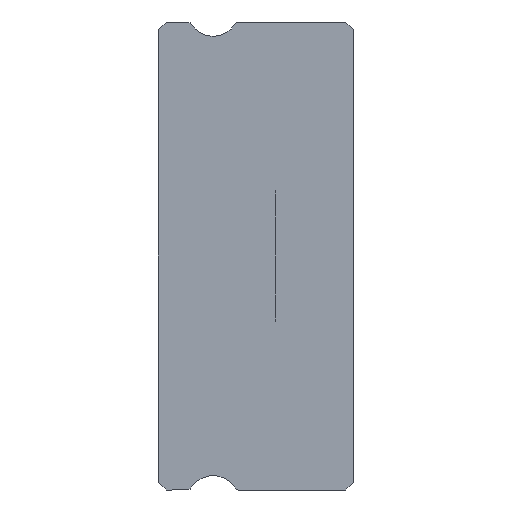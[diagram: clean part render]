
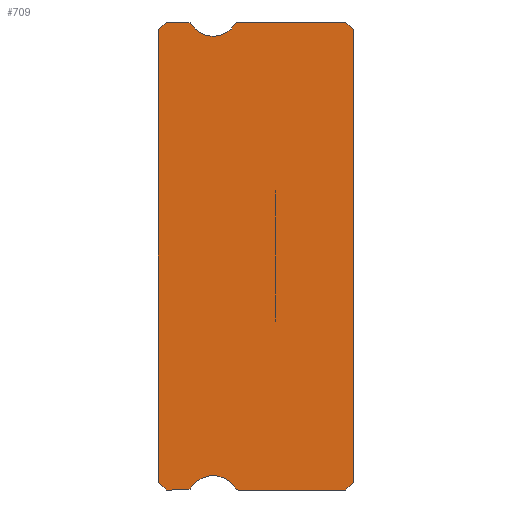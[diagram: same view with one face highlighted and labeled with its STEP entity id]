
A CAD part, left-side view. The second image highlights one B-rep face of the part: STEP entity #709.
In plain terms, the highlighted planar face has unit normal (-1, 0, 0).
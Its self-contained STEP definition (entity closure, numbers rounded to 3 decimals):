
#71 = EDGE_CURVE ( 'NONE', #4512, #2673, #2292, .T. ) ;
#131 = VECTOR ( 'NONE', #3552, 1000. ) ;
#172 = DIRECTION ( 'NONE',  ( 0., 0., 1. ) ) ;
#254 = AXIS2_PLACEMENT_3D ( 'NONE', #5012, #5034, #1055 ) ;
#307 = CARTESIAN_POINT ( 'NONE',  ( -5., 0.3, 9. ) ) ;
#413 = EDGE_CURVE ( 'NONE', #3167, #482, #2792, .T. ) ;
#421 = ORIENTED_EDGE ( 'NONE', *, *, #2895, .F. ) ;
#422 = EDGE_CURVE ( 'NONE', #3184, #816, #1455, .T. ) ;
#482 = VERTEX_POINT ( 'NONE', #4290 ) ;
#500 = VERTEX_POINT ( 'NONE', #4999 ) ;
#706 = DIRECTION ( 'NONE',  ( 0., 0.707, -0.707 ) ) ;
#709 = ADVANCED_FACE ( 'NONE', ( #2152 ), #2904, .F. ) ;
#728 = CARTESIAN_POINT ( 'NONE',  ( -5., 0., 8.7 ) ) ;
#731 = LINE ( 'NONE', #2336, #3377 ) ;
#744 = CARTESIAN_POINT ( 'NONE',  ( -5., 7.2, -9. ) ) ;
#769 = CARTESIAN_POINT ( 'NONE',  ( -5., 4.547, -8.928 ) ) ;
#800 = EDGE_LOOP ( 'NONE', ( #3941, #3427, #1211, #2945, #421, #2599, #1507, #4708, #1240, #4878, #4476, #1332, #1836, #1235, #3774, #2974, #4934 ) ) ;
#816 = VERTEX_POINT ( 'NONE', #1754 ) ;
#934 = DIRECTION ( 'NONE',  ( 0., 0., -1. ) ) ;
#1004 = LINE ( 'NONE', #3746, #1919 ) ;
#1006 = VECTOR ( 'NONE', #4311, 1000. ) ;
#1046 = CARTESIAN_POINT ( 'NONE',  ( -5., 7.5, 8.7 ) ) ;
#1055 = DIRECTION ( 'NONE',  ( 0., 0., -1. ) ) ;
#1067 = CARTESIAN_POINT ( 'NONE',  ( -5., 5.4, 9.45 ) ) ;
#1073 = DIRECTION ( 'NONE',  ( 0., 0., -1. ) ) ;
#1158 = CARTESIAN_POINT ( 'NONE',  ( -5., 6.381, 9. ) ) ;
#1166 = LINE ( 'NONE', #3129, #1006 ) ;
#1211 = ORIENTED_EDGE ( 'NONE', *, *, #3080, .T. ) ;
#1222 = CARTESIAN_POINT ( 'NONE',  ( -5., 4.419, -8.85 ) ) ;
#1235 = ORIENTED_EDGE ( 'NONE', *, *, #413, .F. ) ;
#1240 = ORIENTED_EDGE ( 'NONE', *, *, #3922, .T. ) ;
#1332 = ORIENTED_EDGE ( 'NONE', *, *, #1770, .F. ) ;
#1357 = CARTESIAN_POINT ( 'NONE',  ( -5., 6.381, 8.85 ) ) ;
#1364 = LINE ( 'NONE', #2941, #1513 ) ;
#1385 = EDGE_CURVE ( 'NONE', #3287, #4512, #4197, .T. ) ;
#1438 = CARTESIAN_POINT ( 'NONE',  ( -5., 6.381, -8.85 ) ) ;
#1455 = CIRCLE ( 'NONE', #2964, 0.15 ) ;
#1462 = DIRECTION ( 'NONE',  ( 1., 0., 0. ) ) ;
#1484 = EDGE_CURVE ( 'NONE', #2634, #2165, #731, .T. ) ;
#1507 = ORIENTED_EDGE ( 'NONE', *, *, #71, .F. ) ;
#1509 = VECTOR ( 'NONE', #3534, 1000. ) ;
#1513 = VECTOR ( 'NONE', #1653, 1000. ) ;
#1546 = VECTOR ( 'NONE', #2007, 1000. ) ;
#1622 = CARTESIAN_POINT ( 'NONE',  ( -5., 4.547, 8.928 ) ) ;
#1653 = DIRECTION ( 'NONE',  ( 0., 0.707, -0.707 ) ) ;
#1754 = CARTESIAN_POINT ( 'NONE',  ( -5., 6.381, -9. ) ) ;
#1770 = EDGE_CURVE ( 'NONE', #3640, #500, #4363, .T. ) ;
#1836 = ORIENTED_EDGE ( 'NONE', *, *, #2857, .F. ) ;
#1858 = CARTESIAN_POINT ( 'NONE',  ( -5., 6.381, 8.85 ) ) ;
#1902 = CARTESIAN_POINT ( 'NONE',  ( -5., 4.419, 8.85 ) ) ;
#1912 = EDGE_CURVE ( 'NONE', #3523, #2147, #3518, .T. ) ;
#1919 = VECTOR ( 'NONE', #172, 1000. ) ;
#1947 = CARTESIAN_POINT ( 'NONE',  ( -5., 6.253, -8.928 ) ) ;
#1987 = DIRECTION ( 'NONE',  ( 0., 1., 0. ) ) ;
#2007 = DIRECTION ( 'NONE',  ( 0., -0.707, -0.707 ) ) ;
#2009 = DIRECTION ( 'NONE',  ( 1., 0., 0. ) ) ;
#2025 = VERTEX_POINT ( 'NONE', #769 ) ;
#2147 = VERTEX_POINT ( 'NONE', #4913 ) ;
#2152 = FACE_OUTER_BOUND ( 'NONE', #800, .T. ) ;
#2165 = VERTEX_POINT ( 'NONE', #3672 ) ;
#2218 = VECTOR ( 'NONE', #706, 1000. ) ;
#2223 = AXIS2_PLACEMENT_3D ( 'NONE', #1067, #2259, #4594 ) ;
#2236 = DIRECTION ( 'NONE',  ( 0., 0., -1. ) ) ;
#2259 = DIRECTION ( 'NONE',  ( -1., 0., 0. ) ) ;
#2267 = CARTESIAN_POINT ( 'NONE',  ( -5., 5.4, -9.45 ) ) ;
#2268 = CIRCLE ( 'NONE', #5141, 1. ) ;
#2292 = LINE ( 'NONE', #5032, #131 ) ;
#2306 = AXIS2_PLACEMENT_3D ( 'NONE', #1357, #4518, #934 ) ;
#2336 = CARTESIAN_POINT ( 'NONE',  ( -5., 7.2, 9. ) ) ;
#2362 = LINE ( 'NONE', #728, #3099 ) ;
#2433 = CARTESIAN_POINT ( 'NONE',  ( -5., 6.381, 9. ) ) ;
#2486 = CARTESIAN_POINT ( 'NONE',  ( -5., 0., -8.7 ) ) ;
#2599 = ORIENTED_EDGE ( 'NONE', *, *, #5058, .F. ) ;
#2634 = VERTEX_POINT ( 'NONE', #2433 ) ;
#2673 = VERTEX_POINT ( 'NONE', #4393 ) ;
#2675 = CIRCLE ( 'NONE', #3911, 0.15 ) ;
#2709 = LINE ( 'NONE', #1158, #3090 ) ;
#2720 = DIRECTION ( 'NONE',  ( 0., 0., 1. ) ) ;
#2759 = CARTESIAN_POINT ( 'NONE',  ( -5., 6.253, 8.928 ) ) ;
#2786 = DIRECTION ( 'NONE',  ( 0., -1., 0. ) ) ;
#2792 = CIRCLE ( 'NONE', #2223, 1. ) ;
#2823 = CARTESIAN_POINT ( 'NONE',  ( -5., 0.3, -9. ) ) ;
#2857 = EDGE_CURVE ( 'NONE', #482, #3640, #4323, .T. ) ;
#2895 = EDGE_CURVE ( 'NONE', #2025, #3184, #2268, .T. ) ;
#2904 = PLANE ( 'NONE',  #2306 ) ;
#2941 = CARTESIAN_POINT ( 'NONE',  ( -5., 7.5, 8.7 ) ) ;
#2945 = ORIENTED_EDGE ( 'NONE', *, *, #422, .F. ) ;
#2964 = AXIS2_PLACEMENT_3D ( 'NONE', #1438, #4312, #4691 ) ;
#2974 = ORIENTED_EDGE ( 'NONE', *, *, #1484, .T. ) ;
#3080 = EDGE_CURVE ( 'NONE', #2147, #816, #4632, .T. ) ;
#3090 = VECTOR ( 'NONE', #2786, 1000. ) ;
#3099 = VECTOR ( 'NONE', #2720, 1000. ) ;
#3129 = CARTESIAN_POINT ( 'NONE',  ( -5., 0.3, 9. ) ) ;
#3160 = EDGE_CURVE ( 'NONE', #500, #4981, #2709, .T. ) ;
#3167 = VERTEX_POINT ( 'NONE', #2759 ) ;
#3184 = VERTEX_POINT ( 'NONE', #1947 ) ;
#3287 = VERTEX_POINT ( 'NONE', #2486 ) ;
#3332 = CARTESIAN_POINT ( 'NONE',  ( -5., 0., 8.7 ) ) ;
#3377 = VECTOR ( 'NONE', #1987, 1000. ) ;
#3427 = ORIENTED_EDGE ( 'NONE', *, *, #1912, .T. ) ;
#3430 = AXIS2_PLACEMENT_3D ( 'NONE', #1222, #2009, #4867 ) ;
#3448 = CARTESIAN_POINT ( 'NONE',  ( -5., 0., -8.7 ) ) ;
#3481 = VERTEX_POINT ( 'NONE', #3332 ) ;
#3518 = LINE ( 'NONE', #744, #1546 ) ;
#3523 = VERTEX_POINT ( 'NONE', #5087 ) ;
#3534 = DIRECTION ( 'NONE',  ( 0., -1., 0. ) ) ;
#3552 = DIRECTION ( 'NONE',  ( 0., 1., 0. ) ) ;
#3640 = VERTEX_POINT ( 'NONE', #1622 ) ;
#3672 = CARTESIAN_POINT ( 'NONE',  ( -5., 7.2, 9. ) ) ;
#3746 = CARTESIAN_POINT ( 'NONE',  ( -5., 7.5, 8.85 ) ) ;
#3774 = ORIENTED_EDGE ( 'NONE', *, *, #4519, .F. ) ;
#3812 = VERTEX_POINT ( 'NONE', #1046 ) ;
#3911 = AXIS2_PLACEMENT_3D ( 'NONE', #1858, #4217, #4947 ) ;
#3922 = EDGE_CURVE ( 'NONE', #3287, #3481, #2362, .T. ) ;
#3941 = ORIENTED_EDGE ( 'NONE', *, *, #4148, .F. ) ;
#3997 = EDGE_CURVE ( 'NONE', #4981, #3481, #1166, .T. ) ;
#4089 = CIRCLE ( 'NONE', #3430, 0.15 ) ;
#4148 = EDGE_CURVE ( 'NONE', #3523, #3812, #1004, .T. ) ;
#4197 = LINE ( 'NONE', #3448, #2218 ) ;
#4217 = DIRECTION ( 'NONE',  ( 1., 0., 0. ) ) ;
#4282 = CARTESIAN_POINT ( 'NONE',  ( -5., 6.381, -9. ) ) ;
#4290 = CARTESIAN_POINT ( 'NONE',  ( -5., 5.4, 8.45 ) ) ;
#4305 = EDGE_CURVE ( 'NONE', #2165, #3812, #1364, .T. ) ;
#4311 = DIRECTION ( 'NONE',  ( 0., -0.707, -0.707 ) ) ;
#4312 = DIRECTION ( 'NONE',  ( 1., 0., 0. ) ) ;
#4323 = CIRCLE ( 'NONE', #254, 1. ) ;
#4363 = CIRCLE ( 'NONE', #5006, 0.15 ) ;
#4393 = CARTESIAN_POINT ( 'NONE',  ( -5., 4.419, -9. ) ) ;
#4476 = ORIENTED_EDGE ( 'NONE', *, *, #3160, .F. ) ;
#4512 = VERTEX_POINT ( 'NONE', #2823 ) ;
#4518 = DIRECTION ( 'NONE',  ( 1., 0., 0. ) ) ;
#4519 = EDGE_CURVE ( 'NONE', #2634, #3167, #2675, .T. ) ;
#4594 = DIRECTION ( 'NONE',  ( 0., 0., -1. ) ) ;
#4625 = DIRECTION ( 'NONE',  ( -1., 0., 0. ) ) ;
#4632 = LINE ( 'NONE', #4282, #1509 ) ;
#4691 = DIRECTION ( 'NONE',  ( 0., 0., -1. ) ) ;
#4708 = ORIENTED_EDGE ( 'NONE', *, *, #1385, .F. ) ;
#4867 = DIRECTION ( 'NONE',  ( 0., 0., -1. ) ) ;
#4878 = ORIENTED_EDGE ( 'NONE', *, *, #3997, .F. ) ;
#4913 = CARTESIAN_POINT ( 'NONE',  ( -5., 7.2, -9. ) ) ;
#4934 = ORIENTED_EDGE ( 'NONE', *, *, #4305, .T. ) ;
#4947 = DIRECTION ( 'NONE',  ( 0., 0., -1. ) ) ;
#4981 = VERTEX_POINT ( 'NONE', #307 ) ;
#4999 = CARTESIAN_POINT ( 'NONE',  ( -5., 4.419, 9. ) ) ;
#5006 = AXIS2_PLACEMENT_3D ( 'NONE', #1902, #1462, #2236 ) ;
#5012 = CARTESIAN_POINT ( 'NONE',  ( -5., 5.4, 9.45 ) ) ;
#5032 = CARTESIAN_POINT ( 'NONE',  ( -5., 6.381, -9. ) ) ;
#5034 = DIRECTION ( 'NONE',  ( -1., 0., 0. ) ) ;
#5058 = EDGE_CURVE ( 'NONE', #2673, #2025, #4089, .T. ) ;
#5087 = CARTESIAN_POINT ( 'NONE',  ( -5., 7.5, -8.7 ) ) ;
#5141 = AXIS2_PLACEMENT_3D ( 'NONE', #2267, #4625, #1073 ) ;
